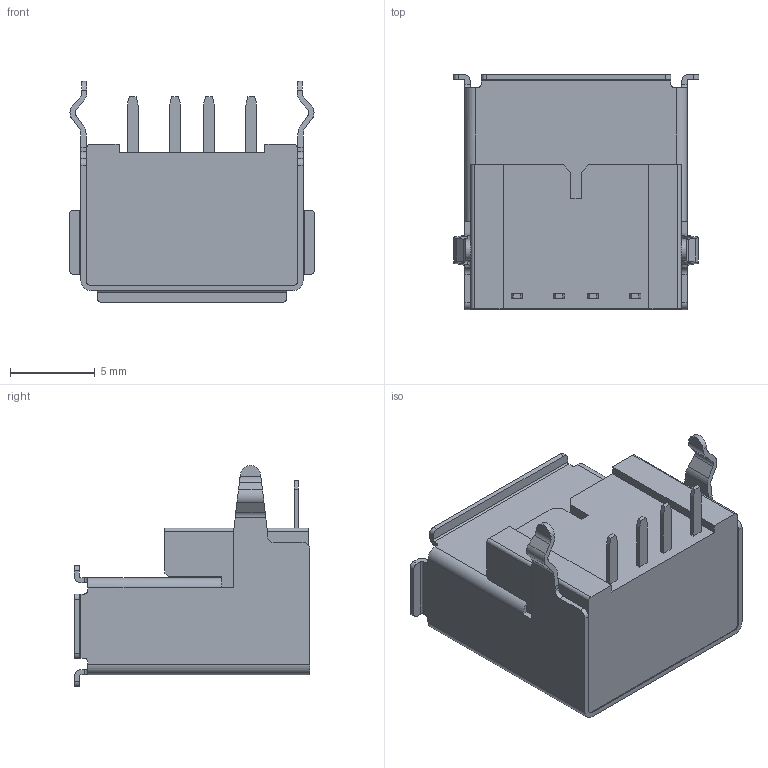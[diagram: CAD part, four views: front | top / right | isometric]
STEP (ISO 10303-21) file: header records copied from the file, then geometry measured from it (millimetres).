
FILE_DESCRIPTION((''),'2;1');
FILE_NAME('USBA003-A-F04S1BY','2019-03-28T',('Administrator'),(''),'PRO/ENGINEER BY PARAMETRIC TECHNOLOGY CORPORATION, 2012090','PRO/ENGINEER BY PARAMETRIC TECHNOLOGY CORPORATION, 2012090','');
FILE_SCHEMA(('CONFIG_CONTROL_DESIGN'));
Length unit declared in the file: millimetre
Products named in the file (1): USBA003-A-F04S1BY
Bounding box: 14.5 x 13.9 x 13.05 mm (x, y, z)
Volume: 900.4 mm3; surface area: 1552.2 mm2
Topology: 1 solids, 1 shells, 193 faces, 550 edges, 360 vertices
Faces by surface type: plane 133, cylinder 58, cone 2
Entity records: 6281 total; most frequent: CARTESIAN_POINT 1184, ORIENTED_EDGE 1096, DIRECTION 1000, EDGE_CURVE 548, VECTOR 426, LINE 426, VERTEX_POINT 360, AXIS2_PLACEMENT_3D 287
